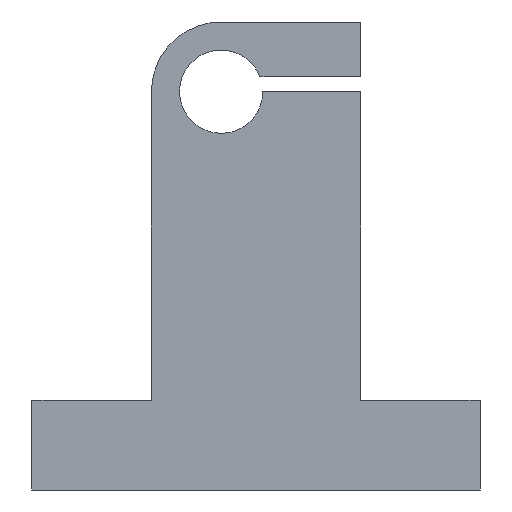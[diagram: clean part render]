
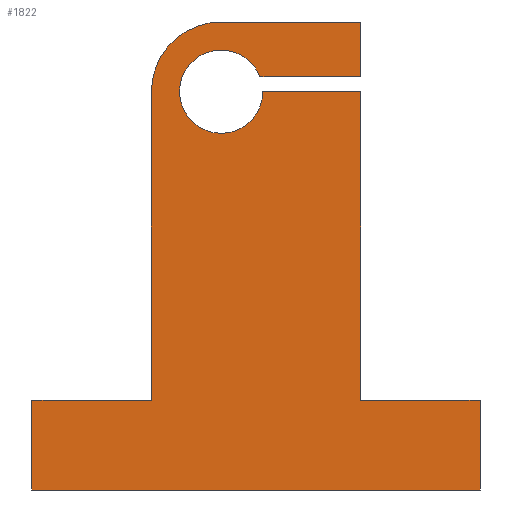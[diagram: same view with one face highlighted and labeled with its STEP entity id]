
A CAD part, left-side view. The second image highlights one B-rep face of the part: STEP entity #1822.
In plain terms, the highlighted planar face has unit normal (-1, 0, 0).
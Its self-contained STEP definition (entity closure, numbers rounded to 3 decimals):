
#16=CIRCLE('',#1864,7.);
#18=CIRCLE('',#1870,4.178);
#106=FACE_OUTER_BOUND('',#208,.T.);
#208=EDGE_LOOP('',(#1563,#1564,#1565,#1566,#1567,#1568,#1569,#1570,#1571,
#1572,#1573,#1574,#1575));
#230=LINE('',#2395,#481);
#233=LINE('',#2401,#484);
#256=LINE('',#2452,#507);
#266=LINE('',#2476,#517);
#268=LINE('',#2479,#519);
#278=LINE('',#2500,#529);
#360=LINE('',#2664,#611);
#371=LINE('',#2685,#622);
#379=LINE('',#2702,#630);
#436=LINE('',#2816,#687);
#437=LINE('',#2818,#688);
#481=VECTOR('',#1954,1.);
#484=VECTOR('',#1959,1.);
#507=VECTOR('',#2002,1.);
#517=VECTOR('',#2024,1.);
#519=VECTOR('',#2028,1.);
#529=VECTOR('',#2040,1.);
#611=VECTOR('',#2178,1.);
#622=VECTOR('',#2191,1.);
#630=VECTOR('',#2201,1.);
#687=VECTOR('',#2306,1.);
#688=VECTOR('',#2309,1.);
#729=VERTEX_POINT('',#2388);
#732=VERTEX_POINT('',#2393);
#734=VERTEX_POINT('',#2399);
#751=VERTEX_POINT('',#2447);
#752=VERTEX_POINT('',#2451);
#755=VERTEX_POINT('',#2463);
#758=VERTEX_POINT('',#2470);
#760=VERTEX_POINT('',#2474);
#769=VERTEX_POINT('',#2497);
#824=VERTEX_POINT('',#2663);
#833=VERTEX_POINT('',#2683);
#840=VERTEX_POINT('',#2699);
#873=VERTEX_POINT('',#2812);
#902=EDGE_CURVE('',#729,#732,#230,.T.);
#905=EDGE_CURVE('',#732,#734,#233,.T.);
#929=EDGE_CURVE('',#751,#734,#16,.T.);
#930=EDGE_CURVE('',#729,#752,#256,.T.);
#938=EDGE_CURVE('',#755,#752,#18,.T.);
#942=EDGE_CURVE('',#758,#760,#266,.T.);
#944=EDGE_CURVE('',#760,#755,#268,.T.);
#954=EDGE_CURVE('',#769,#751,#278,.T.);
#1036=EDGE_CURVE('',#824,#758,#360,.T.);
#1047=EDGE_CURVE('',#769,#833,#371,.T.);
#1055=EDGE_CURVE('',#840,#833,#379,.T.);
#1112=EDGE_CURVE('',#873,#824,#436,.T.);
#1113=EDGE_CURVE('',#873,#840,#437,.T.);
#1563=ORIENTED_EDGE('',*,*,#1112,.T.);
#1564=ORIENTED_EDGE('',*,*,#1036,.T.);
#1565=ORIENTED_EDGE('',*,*,#942,.T.);
#1566=ORIENTED_EDGE('',*,*,#944,.T.);
#1567=ORIENTED_EDGE('',*,*,#938,.T.);
#1568=ORIENTED_EDGE('',*,*,#930,.F.);
#1569=ORIENTED_EDGE('',*,*,#902,.T.);
#1570=ORIENTED_EDGE('',*,*,#905,.T.);
#1571=ORIENTED_EDGE('',*,*,#929,.F.);
#1572=ORIENTED_EDGE('',*,*,#954,.F.);
#1573=ORIENTED_EDGE('',*,*,#1047,.T.);
#1574=ORIENTED_EDGE('',*,*,#1055,.F.);
#1575=ORIENTED_EDGE('',*,*,#1113,.F.);
#1733=PLANE('',#1929);
#1822=ADVANCED_FACE('',(#106),#1733,.F.);
#1864=AXIS2_PLACEMENT_3D('',#2449,#1998,#1999);
#1870=AXIS2_PLACEMENT_3D('',#2467,#2017,#2018);
#1929=AXIS2_PLACEMENT_3D('',#2838,#2320,#2321);
#1954=DIRECTION('',(0.,0.,1.));
#1959=DIRECTION('',(0.,1.,0.));
#1998=DIRECTION('center_axis',(1.,0.,0.));
#1999=DIRECTION('ref_axis',(0.,1.,0.));
#2002=DIRECTION('',(0.,1.,0.));
#2017=DIRECTION('center_axis',(1.,0.,0.));
#2018=DIRECTION('ref_axis',(0.,1.,0.));
#2024=DIRECTION('',(0.,0.,1.));
#2028=DIRECTION('',(0.,1.,0.));
#2040=DIRECTION('',(0.,0.,1.));
#2178=DIRECTION('',(0.,1.,0.));
#2191=DIRECTION('',(0.,1.,0.));
#2201=DIRECTION('',(0.,0.,1.));
#2306=DIRECTION('',(0.,0.,1.));
#2309=DIRECTION('',(0.,1.,0.));
#2320=DIRECTION('center_axis',(1.,0.,0.));
#2321=DIRECTION('ref_axis',(0.,1.,0.));
#2388=CARTESIAN_POINT('',(-6.5,-14.,41.5));
#2393=CARTESIAN_POINT('',(-6.5,-14.,47.));
#2395=CARTESIAN_POINT('',(-6.5,-14.,40.));
#2399=CARTESIAN_POINT('',(-6.5,0.,47.));
#2401=CARTESIAN_POINT('',(-6.5,-14.,47.));
#2447=CARTESIAN_POINT('',(-6.5,7.,40.));
#2449=CARTESIAN_POINT('Origin',(-6.5,0.,40.));
#2451=CARTESIAN_POINT('',(-6.5,-3.9,41.5));
#2452=CARTESIAN_POINT('',(-6.5,-22.5,41.5));
#2463=CARTESIAN_POINT('',(-6.5,-4.178,40.));
#2467=CARTESIAN_POINT('Origin',(-6.5,0.,40.));
#2470=CARTESIAN_POINT('',(-6.5,-14.,9.));
#2474=CARTESIAN_POINT('',(-6.5,-14.,40.));
#2476=CARTESIAN_POINT('',(-6.5,-14.,0.));
#2479=CARTESIAN_POINT('',(-6.5,-22.5,40.));
#2497=CARTESIAN_POINT('',(-6.5,7.,9.));
#2500=CARTESIAN_POINT('',(-6.5,7.,0.));
#2663=CARTESIAN_POINT('',(-6.5,-26.,9.));
#2664=CARTESIAN_POINT('',(-6.5,-26.,9.));
#2683=CARTESIAN_POINT('',(-6.5,19.,9.));
#2685=CARTESIAN_POINT('',(-6.5,-26.,9.));
#2699=CARTESIAN_POINT('',(-6.5,19.,0.));
#2702=CARTESIAN_POINT('',(-6.5,19.,0.));
#2812=CARTESIAN_POINT('',(-6.5,-26.,0.));
#2816=CARTESIAN_POINT('',(-6.5,-26.,0.));
#2818=CARTESIAN_POINT('',(-6.5,-26.,0.));
#2838=CARTESIAN_POINT('Origin',(-6.5,-26.,0.));
